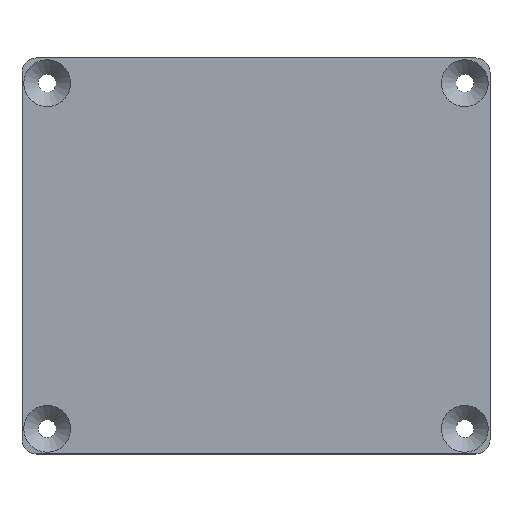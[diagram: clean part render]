
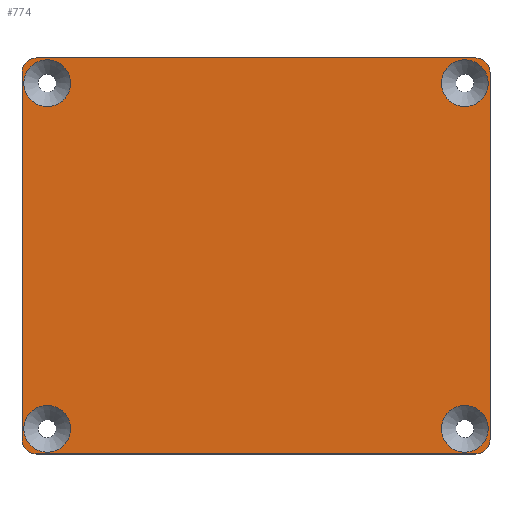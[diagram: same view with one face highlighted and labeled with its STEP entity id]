
A CAD part, top view. The second image highlights one B-rep face of the part: STEP entity #774.
In plain terms, the highlighted planar face has unit normal (0, 0, 1).
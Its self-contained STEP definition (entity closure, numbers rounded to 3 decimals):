
#26=FACE_BOUND('',#132,.T.);
#27=FACE_BOUND('',#133,.T.);
#28=FACE_BOUND('',#134,.T.);
#29=FACE_BOUND('',#135,.T.);
#47=PLANE('',#862);
#80=FACE_OUTER_BOUND('',#131,.T.);
#131=EDGE_LOOP('',(#657,#658,#659,#660,#661,#662,#663,#664));
#132=EDGE_LOOP('',(#665));
#133=EDGE_LOOP('',(#666));
#134=EDGE_LOOP('',(#667));
#135=EDGE_LOOP('',(#668));
#203=LINE('',#1318,#259);
#204=LINE('',#1322,#260);
#205=LINE('',#1326,#261);
#206=LINE('',#1330,#262);
#259=VECTOR('',#1075,51.);
#260=VECTOR('',#1078,61.);
#261=VECTOR('',#1081,51.);
#262=VECTOR('',#1084,61.);
#312=CIRCLE('',#861,3.25);
#313=CIRCLE('',#863,2.);
#314=CIRCLE('',#864,2.);
#315=CIRCLE('',#865,2.);
#316=CIRCLE('',#866,2.);
#317=CIRCLE('',#867,3.25);
#318=CIRCLE('',#868,3.25);
#319=CIRCLE('',#869,3.25);
#384=VERTEX_POINT('',#1313);
#385=VERTEX_POINT('',#1316);
#386=VERTEX_POINT('',#1317);
#387=VERTEX_POINT('',#1319);
#388=VERTEX_POINT('',#1321);
#389=VERTEX_POINT('',#1323);
#390=VERTEX_POINT('',#1325);
#391=VERTEX_POINT('',#1327);
#392=VERTEX_POINT('',#1329);
#393=VERTEX_POINT('',#1332);
#394=VERTEX_POINT('',#1334);
#395=VERTEX_POINT('',#1336);
#484=EDGE_CURVE('',#384,#384,#312,.T.);
#485=EDGE_CURVE('',#385,#386,#203,.T.);
#486=EDGE_CURVE('',#386,#387,#313,.T.);
#487=EDGE_CURVE('',#387,#388,#204,.T.);
#488=EDGE_CURVE('',#388,#389,#314,.T.);
#489=EDGE_CURVE('',#389,#390,#205,.T.);
#490=EDGE_CURVE('',#390,#391,#315,.T.);
#491=EDGE_CURVE('',#391,#392,#206,.T.);
#492=EDGE_CURVE('',#392,#385,#316,.T.);
#493=EDGE_CURVE('',#393,#393,#317,.T.);
#494=EDGE_CURVE('',#394,#394,#318,.T.);
#495=EDGE_CURVE('',#395,#395,#319,.T.);
#657=ORIENTED_EDGE('',*,*,#485,.T.);
#658=ORIENTED_EDGE('',*,*,#486,.T.);
#659=ORIENTED_EDGE('',*,*,#487,.T.);
#660=ORIENTED_EDGE('',*,*,#488,.T.);
#661=ORIENTED_EDGE('',*,*,#489,.T.);
#662=ORIENTED_EDGE('',*,*,#490,.T.);
#663=ORIENTED_EDGE('',*,*,#491,.T.);
#664=ORIENTED_EDGE('',*,*,#492,.T.);
#665=ORIENTED_EDGE('',*,*,#493,.F.);
#666=ORIENTED_EDGE('',*,*,#494,.F.);
#667=ORIENTED_EDGE('',*,*,#495,.F.);
#668=ORIENTED_EDGE('',*,*,#484,.F.);
#774=ADVANCED_FACE('',(#80,#26,#27,#28,#29),#47,.T.);
#861=AXIS2_PLACEMENT_3D('',#1314,#1071,#1072);
#862=AXIS2_PLACEMENT_3D('',#1315,#1073,#1074);
#863=AXIS2_PLACEMENT_3D('',#1320,#1076,#1077);
#864=AXIS2_PLACEMENT_3D('',#1324,#1079,#1080);
#865=AXIS2_PLACEMENT_3D('',#1328,#1082,#1083);
#866=AXIS2_PLACEMENT_3D('',#1331,#1085,#1086);
#867=AXIS2_PLACEMENT_3D('',#1333,#1087,#1088);
#868=AXIS2_PLACEMENT_3D('',#1335,#1089,#1090);
#869=AXIS2_PLACEMENT_3D('',#1337,#1091,#1092);
#1071=DIRECTION('center_axis',(0.,0.,1.));
#1072=DIRECTION('ref_axis',(-1.,0.,0.));
#1073=DIRECTION('center_axis',(0.,0.,1.));
#1074=DIRECTION('ref_axis',(1.,0.,0.));
#1075=DIRECTION('',(0.,-1.,0.));
#1076=DIRECTION('center_axis',(0.,0.,1.));
#1077=DIRECTION('ref_axis',(-1.,0.,0.));
#1078=DIRECTION('',(1.,0.,0.));
#1079=DIRECTION('center_axis',(0.,0.,1.));
#1080=DIRECTION('ref_axis',(0.,-1.,0.));
#1081=DIRECTION('',(0.,1.,0.));
#1082=DIRECTION('center_axis',(0.,0.,1.));
#1083=DIRECTION('ref_axis',(1.,0.,0.));
#1084=DIRECTION('',(-1.,0.,0.));
#1085=DIRECTION('center_axis',(0.,0.,1.));
#1086=DIRECTION('ref_axis',(0.,1.,0.));
#1087=DIRECTION('center_axis',(0.,0.,1.));
#1088=DIRECTION('ref_axis',(-1.,0.,0.));
#1089=DIRECTION('center_axis',(0.,0.,1.));
#1090=DIRECTION('ref_axis',(-1.,0.,0.));
#1091=DIRECTION('center_axis',(0.,0.,1.));
#1092=DIRECTION('ref_axis',(-1.,0.,0.));
#1313=CARTESIAN_POINT('',(-25.75,24.,31.));
#1314=CARTESIAN_POINT('Origin',(-29.,24.,31.));
#1315=CARTESIAN_POINT('Origin',(-30.858,0.,31.));
#1316=CARTESIAN_POINT('',(-32.5,25.5,31.));
#1317=CARTESIAN_POINT('',(-32.5,-25.5,31.));
#1318=CARTESIAN_POINT('',(-32.5,25.5,31.));
#1319=CARTESIAN_POINT('',(-30.5,-27.5,31.));
#1320=CARTESIAN_POINT('Origin',(-30.5,-25.5,31.));
#1321=CARTESIAN_POINT('',(30.5,-27.5,31.));
#1322=CARTESIAN_POINT('',(-30.5,-27.5,31.));
#1323=CARTESIAN_POINT('',(32.5,-25.5,31.));
#1324=CARTESIAN_POINT('Origin',(30.5,-25.5,31.));
#1325=CARTESIAN_POINT('',(32.5,25.5,31.));
#1326=CARTESIAN_POINT('',(32.5,-25.5,31.));
#1327=CARTESIAN_POINT('',(30.5,27.5,31.));
#1328=CARTESIAN_POINT('Origin',(30.5,25.5,31.));
#1329=CARTESIAN_POINT('',(-30.5,27.5,31.));
#1330=CARTESIAN_POINT('',(30.5,27.5,31.));
#1331=CARTESIAN_POINT('Origin',(-30.5,25.5,31.));
#1332=CARTESIAN_POINT('',(32.25,-24.,31.));
#1333=CARTESIAN_POINT('Origin',(29.,-24.,31.));
#1334=CARTESIAN_POINT('',(-25.75,-24.,31.));
#1335=CARTESIAN_POINT('Origin',(-29.,-24.,31.));
#1336=CARTESIAN_POINT('',(32.25,24.,31.));
#1337=CARTESIAN_POINT('Origin',(29.,24.,31.));
